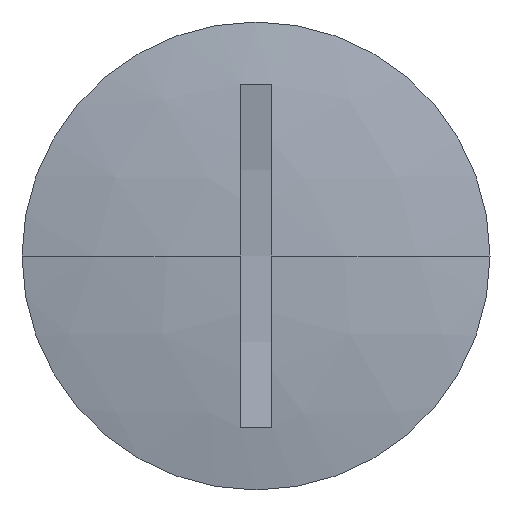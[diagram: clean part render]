
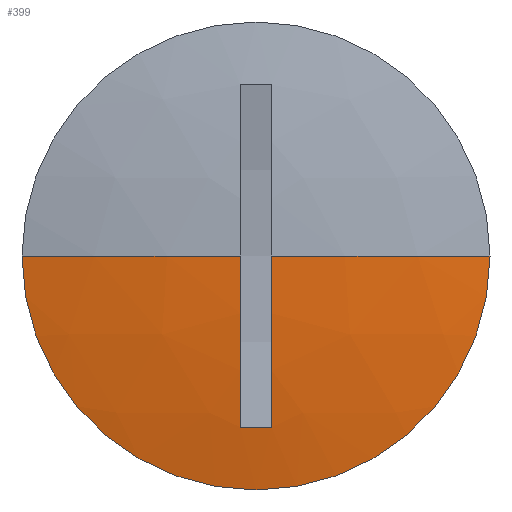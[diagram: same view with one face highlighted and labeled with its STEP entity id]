
A CAD part, left-side view. The second image highlights one B-rep face of the part: STEP entity #399.
In plain terms, the highlighted spherical face has radius 75.423 mm.
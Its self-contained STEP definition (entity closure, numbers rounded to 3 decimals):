
#26 = AXIS2_PLACEMENT_3D ( 'NONE', #129, #135, #116 ) ;
#49 = CARTESIAN_POINT ( 'NONE',  ( -9.202, 0.333, -11.006 ) ) ;
#51 = DIRECTION ( 'NONE',  ( 0., 1., 0. ) ) ;
#52 = CARTESIAN_POINT ( 'NONE',  ( -9.196, 1., -10.982 ) ) ;
#54 = CARTESIAN_POINT ( 'NONE',  ( -8.5, 0., 0. ) ) ;
#55 = DIRECTION ( 'NONE',  ( -1., 0., 0. ) ) ;
#56 = DIRECTION ( 'NONE',  ( 0., -1., 0. ) ) ;
#59 = CARTESIAN_POINT ( 'NONE',  ( -9.196, -1., -10.982 ) ) ;
#61 = CARTESIAN_POINT ( 'NONE',  ( -9.202, -0.333, -11.006 ) ) ;
#65 = CARTESIAN_POINT ( 'NONE',  ( 65.417, 0., 0. ) ) ;
#77 = DIRECTION ( 'NONE',  ( 0., 0., 1. ) ) ;
#82 = DIRECTION ( 'NONE',  ( 0., 0., -1. ) ) ;
#93 = SPHERICAL_SURFACE ( 'NONE', #254, 75.423 ) ;
#99 = CARTESIAN_POINT ( 'NONE',  ( -9.196, -1., -10.982 ) ) ;
#112 = CARTESIAN_POINT ( 'NONE',  ( 65.417, -1., 0. ) ) ;
#115 = B_SPLINE_CURVE_WITH_KNOTS ( 'NONE', 3,
 ( #52, #49, #61, #59 ),
 .UNSPECIFIED., .F., .F.,
 ( 4, 4 ),
 ( 0., 0.002 ),
 .UNSPECIFIED. ) ;
#116 = DIRECTION ( 'NONE',  ( 1., 0., 0. ) ) ;
#129 = CARTESIAN_POINT ( 'NONE',  ( 65.417, 0., 0. ) ) ;
#135 = DIRECTION ( 'NONE',  ( 0., 0., 1. ) ) ;
#137 = DIRECTION ( 'NONE',  ( 0., -1., 0. ) ) ;
#140 = EDGE_CURVE ( 'NONE', #354, #321, #402, .T. ) ;
#144 = CARTESIAN_POINT ( 'NONE',  ( -9.196, 1., -10.982 ) ) ;
#155 = CIRCLE ( 'NONE', #26, 75.423 ) ;
#162 = CIRCLE ( 'NONE', #376, 15. ) ;
#163 = CIRCLE ( 'NONE', #398, 75.423 ) ;
#176 = DIRECTION ( 'NONE',  ( 0., 0., -1. ) ) ;
#178 = AXIS2_PLACEMENT_3D ( 'NONE', #112, #137, #77 ) ;
#201 = EDGE_CURVE ( 'NONE', #409, #354, #163, .T. ) ;
#203 = ORIENTED_EDGE ( 'NONE', *, *, #201, .T. ) ;
#206 = EDGE_CURVE ( 'NONE', #415, #409, #162, .T. ) ;
#210 = ORIENTED_EDGE ( 'NONE', *, *, #140, .T. ) ;
#234 = CARTESIAN_POINT ( 'NONE',  ( 65.417, 0., 0. ) ) ;
#236 = DIRECTION ( 'NONE',  ( 0., 1., 0. ) ) ;
#248 = EDGE_CURVE ( 'NONE', #353, #321, #115, .T. ) ;
#254 = AXIS2_PLACEMENT_3D ( 'NONE', #234, #176, #236 ) ;
#256 = ORIENTED_EDGE ( 'NONE', *, *, #419, .F. ) ;
#258 = DIRECTION ( 'NONE',  ( 0., -1., 0. ) ) ;
#265 = EDGE_LOOP ( 'NONE', ( #297, #203, #210, #361, #256, #336 ) ) ;
#274 = EDGE_CURVE ( 'NONE', #415, #410, #155, .T. ) ;
#277 = CARTESIAN_POINT ( 'NONE',  ( -8.5, -15., 0. ) ) ;
#281 = AXIS2_PLACEMENT_3D ( 'NONE', #370, #258, #332 ) ;
#282 = CARTESIAN_POINT ( 'NONE',  ( -10., 1., 0. ) ) ;
#283 = CARTESIAN_POINT ( 'NONE',  ( -8.5, 15., 0. ) ) ;
#297 = ORIENTED_EDGE ( 'NONE', *, *, #206, .T. ) ;
#318 = FACE_OUTER_BOUND ( 'NONE', #265, .T. ) ;
#321 = VERTEX_POINT ( 'NONE', #99 ) ;
#332 = DIRECTION ( 'NONE',  ( 0., 0., 1. ) ) ;
#336 = ORIENTED_EDGE ( 'NONE', *, *, #274, .F. ) ;
#353 = VERTEX_POINT ( 'NONE', #144 ) ;
#354 = VERTEX_POINT ( 'NONE', #393 ) ;
#361 = ORIENTED_EDGE ( 'NONE', *, *, #248, .F. ) ;
#370 = CARTESIAN_POINT ( 'NONE',  ( 65.417, 1., 0. ) ) ;
#374 = CIRCLE ( 'NONE', #281, 75.417 ) ;
#376 = AXIS2_PLACEMENT_3D ( 'NONE', #54, #55, #56 ) ;
#393 = CARTESIAN_POINT ( 'NONE',  ( -10., -1., 0. ) ) ;
#398 = AXIS2_PLACEMENT_3D ( 'NONE', #65, #82, #51 ) ;
#399 = ADVANCED_FACE ( 'NONE', ( #318 ), #93, .T. ) ;
#402 = CIRCLE ( 'NONE', #178, 75.417 ) ;
#409 = VERTEX_POINT ( 'NONE', #277 ) ;
#410 = VERTEX_POINT ( 'NONE', #282 ) ;
#415 = VERTEX_POINT ( 'NONE', #283 ) ;
#419 = EDGE_CURVE ( 'NONE', #410, #353, #374, .T. ) ;
